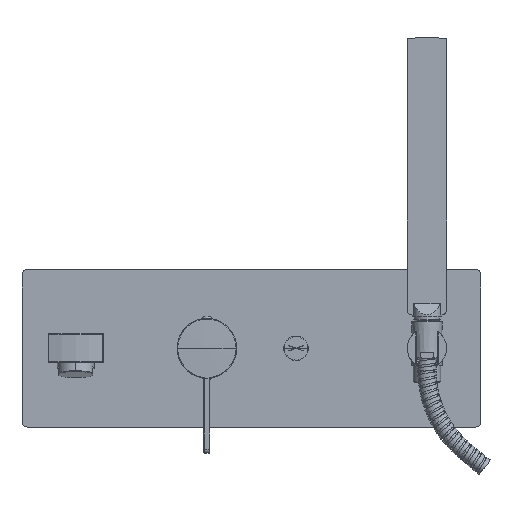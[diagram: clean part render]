
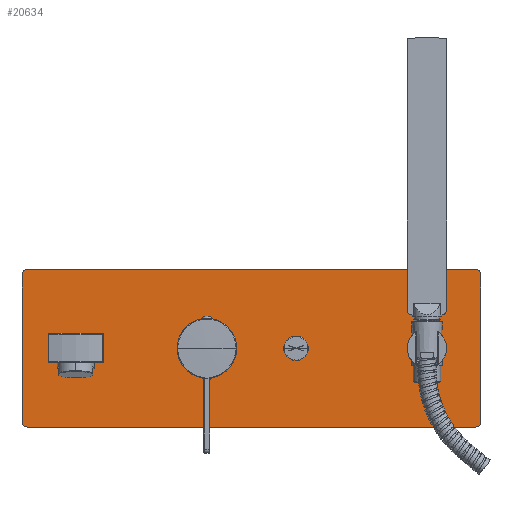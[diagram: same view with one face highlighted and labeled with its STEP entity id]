
A CAD part, top view. The second image highlights one B-rep face of the part: STEP entity #20634.
In plain terms, the highlighted planar face has unit normal (0, 0, 1).
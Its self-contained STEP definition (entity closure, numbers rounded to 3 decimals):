
#5258=CARTESIAN_POINT('',(-137.,-56.,50.));
#5259=DIRECTION('',(0.,0.,1.));
#5260=DIRECTION('',(-1.,0.,0.));
#5261=AXIS2_PLACEMENT_3D('',#5258,#5259,#5260);
#5263=DIRECTION('',(0.,-1.,0.));
#5264=VECTOR('',#5263,112.);
#5265=CARTESIAN_POINT('',(-141.,56.,50.));
#5266=LINE('',#5265,#5264);
#5267=CARTESIAN_POINT('',(-137.,56.,50.));
#5268=DIRECTION('',(0.,0.,1.));
#5269=DIRECTION('',(0.,1.,0.));
#5270=AXIS2_PLACEMENT_3D('',#5267,#5268,#5269);
#5272=DIRECTION('',(-1.,0.,0.));
#5273=VECTOR('',#5272,342.);
#5274=CARTESIAN_POINT('',(205.,60.,50.));
#5275=LINE('',#5274,#5273);
#5276=CARTESIAN_POINT('',(205.,56.,50.));
#5277=DIRECTION('',(0.,0.,1.));
#5278=DIRECTION('',(1.,0.,0.));
#5279=AXIS2_PLACEMENT_3D('',#5276,#5277,#5278);
#5281=DIRECTION('',(0.,1.,0.));
#5282=VECTOR('',#5281,112.);
#5283=CARTESIAN_POINT('',(209.,-56.,50.));
#5284=LINE('',#5283,#5282);
#5285=CARTESIAN_POINT('',(205.,-56.,50.));
#5286=DIRECTION('',(0.,0.,1.));
#5287=DIRECTION('',(0.,-1.,0.));
#5288=AXIS2_PLACEMENT_3D('',#5285,#5286,#5287);
#5290=DIRECTION('',(1.,0.,0.));
#5291=VECTOR('',#5290,342.);
#5292=CARTESIAN_POINT('',(-137.,-60.,50.));
#5293=LINE('',#5292,#5291);
#5294=DIRECTION('',(1.,0.,0.));
#5295=VECTOR('',#5294,41.533);
#5296=CARTESIAN_POINT('',(-120.767,-11.,50.));
#5297=LINE('',#5296,#5295);
#5298=CARTESIAN_POINT('',(-100.,0.,50.));
#5299=DIRECTION('',(0.,0.,-1.));
#5300=DIRECTION('',(0.894,-0.449,0.));
#5301=AXIS2_PLACEMENT_3D('',#5298,#5299,#5300);
#5303=DIRECTION('',(0.,1.,0.));
#5304=VECTOR('',#5303,21.095);
#5305=CARTESIAN_POINT('',(-79.,-10.548,50.));
#5306=LINE('',#5305,#5304);
#5307=CARTESIAN_POINT('',(-100.,0.,50.));
#5308=DIRECTION('',(0.,0.,-1.));
#5309=DIRECTION('',(0.884,0.468,0.));
#5310=AXIS2_PLACEMENT_3D('',#5307,#5308,#5309);
#5312=DIRECTION('',(1.,0.,0.));
#5313=VECTOR('',#5312,41.533);
#5314=CARTESIAN_POINT('',(-120.767,11.,50.));
#5315=LINE('',#5314,#5313);
#5316=CARTESIAN_POINT('',(-100.,0.,50.));
#5317=DIRECTION('',(0.,0.,-1.));
#5318=DIRECTION('',(-0.894,0.449,0.));
#5319=AXIS2_PLACEMENT_3D('',#5316,#5317,#5318);
#5321=DIRECTION('',(0.,1.,0.));
#5322=VECTOR('',#5321,21.095);
#5323=CARTESIAN_POINT('',(-121.,-10.548,50.));
#5324=LINE('',#5323,#5322);
#5325=CARTESIAN_POINT('',(-100.,0.,50.));
#5326=DIRECTION('',(0.,0.,-1.));
#5327=DIRECTION('',(-0.884,-0.468,0.));
#5328=AXIS2_PLACEMENT_3D('',#5325,#5326,#5327);
#5330=CARTESIAN_POINT('',(167.8,0.,50.));
#5331=DIRECTION('',(0.,0.,-1.));
#5332=DIRECTION('',(1.,0.,0.));
#5333=AXIS2_PLACEMENT_3D('',#5330,#5331,#5332);
#5335=CARTESIAN_POINT('',(167.8,0.,50.));
#5336=DIRECTION('',(0.,0.,-1.));
#5337=DIRECTION('',(-1.,0.,0.));
#5338=AXIS2_PLACEMENT_3D('',#5335,#5336,#5337);
#5408=CARTESIAN_POINT('',(68.,0.,50.));
#5409=DIRECTION('',(0.,0.,-1.));
#5410=DIRECTION('',(-1.,0.,0.));
#5411=AXIS2_PLACEMENT_3D('',#5408,#5409,#5410);
#5413=CARTESIAN_POINT('',(68.,0.,50.));
#5414=DIRECTION('',(0.,0.,-1.));
#5415=DIRECTION('',(1.,0.,0.));
#5416=AXIS2_PLACEMENT_3D('',#5413,#5414,#5415);
#5540=CARTESIAN_POINT('',(0.,0.,50.));
#5541=DIRECTION('',(0.,0.,-1.));
#5542=DIRECTION('',(-1.,0.,0.));
#5543=AXIS2_PLACEMENT_3D('',#5540,#5541,#5542);
#5550=CARTESIAN_POINT('',(0.,0.,50.));
#5551=DIRECTION('',(0.,0.,-1.));
#5552=DIRECTION('',(1.,0.,0.));
#5553=AXIS2_PLACEMENT_3D('',#5550,#5551,#5552);
#16215=CARTESIAN_POINT('',(-141.,-56.,50.));
#16216=VERTEX_POINT('',#16215);
#16217=CARTESIAN_POINT('',(-137.,-60.,50.));
#16218=VERTEX_POINT('',#16217);
#16223=CARTESIAN_POINT('',(-137.,60.,50.));
#16224=VERTEX_POINT('',#16223);
#16225=CARTESIAN_POINT('',(-141.,56.,50.));
#16226=VERTEX_POINT('',#16225);
#16231=CARTESIAN_POINT('',(209.,56.,50.));
#16232=VERTEX_POINT('',#16231);
#16233=CARTESIAN_POINT('',(205.,60.,50.));
#16234=VERTEX_POINT('',#16233);
#16239=CARTESIAN_POINT('',(205.,-60.,50.));
#16240=VERTEX_POINT('',#16239);
#16241=CARTESIAN_POINT('',(209.,-56.,50.));
#16242=VERTEX_POINT('',#16241);
#16265=CARTESIAN_POINT('',(-120.767,-11.,50.));
#16266=CARTESIAN_POINT('',(-79.233,-11.,50.));
#16267=VERTEX_POINT('',#16265);
#16268=VERTEX_POINT('',#16266);
#16269=CARTESIAN_POINT('',(-120.767,11.,50.));
#16270=CARTESIAN_POINT('',(-79.233,11.,50.));
#16271=VERTEX_POINT('',#16269);
#16272=VERTEX_POINT('',#16270);
#16273=CARTESIAN_POINT('',(-121.,-10.548,50.));
#16274=CARTESIAN_POINT('',(-121.,10.548,50.));
#16275=VERTEX_POINT('',#16273);
#16276=VERTEX_POINT('',#16274);
#16277=CARTESIAN_POINT('',(-79.,-10.548,50.));
#16278=CARTESIAN_POINT('',(-79.,10.548,50.));
#16279=VERTEX_POINT('',#16277);
#16280=VERTEX_POINT('',#16278);
#16327=CARTESIAN_POINT('',(182.8,0.,50.));
#16328=CARTESIAN_POINT('',(152.8,0.,50.));
#16329=VERTEX_POINT('',#16327);
#16330=VERTEX_POINT('',#16328);
#16579=CARTESIAN_POINT('',(-22.4,0.,50.));
#16580=CARTESIAN_POINT('',(22.4,0.,50.));
#16581=VERTEX_POINT('',#16579);
#16582=VERTEX_POINT('',#16580);
#16583=CARTESIAN_POINT('',(58.65,0.,50.));
#16584=CARTESIAN_POINT('',(77.35,0.,50.));
#16585=VERTEX_POINT('',#16583);
#16586=VERTEX_POINT('',#16584);
#20577=CARTESIAN_POINT('',(34.,0.,50.));
#20578=DIRECTION('',(0.,0.,1.));
#20579=DIRECTION('',(0.,1.,0.));
#20580=AXIS2_PLACEMENT_3D('',#20577,#20578,#20579);
#20581=PLANE('',#20580);
#20583=ORIENTED_EDGE('',*,*,#20582,.F.);
#20585=ORIENTED_EDGE('',*,*,#20584,.F.);
#20587=ORIENTED_EDGE('',*,*,#20586,.F.);
#20589=ORIENTED_EDGE('',*,*,#20588,.F.);
#20591=ORIENTED_EDGE('',*,*,#20590,.F.);
#20593=ORIENTED_EDGE('',*,*,#20592,.F.);
#20595=ORIENTED_EDGE('',*,*,#20594,.F.);
#20597=ORIENTED_EDGE('',*,*,#20596,.F.);
#20598=EDGE_LOOP('',(#20583,#20585,#20587,#20589,#20591,#20593,#20595,#20597));
#20599=FACE_OUTER_BOUND('',#20598,.F.);
#20601=ORIENTED_EDGE('',*,*,#20600,.F.);
#20603=ORIENTED_EDGE('',*,*,#20602,.F.);
#20604=EDGE_LOOP('',(#20601,#20603));
#20605=FACE_BOUND('',#20604,.F.);
#20607=ORIENTED_EDGE('',*,*,#20606,.F.);
#20609=ORIENTED_EDGE('',*,*,#20608,.F.);
#20610=EDGE_LOOP('',(#20607,#20609));
#20611=FACE_BOUND('',#20610,.F.);
#20613=ORIENTED_EDGE('',*,*,#20612,.T.);
#20615=ORIENTED_EDGE('',*,*,#20614,.F.);
#20617=ORIENTED_EDGE('',*,*,#20616,.T.);
#20619=ORIENTED_EDGE('',*,*,#20618,.F.);
#20621=ORIENTED_EDGE('',*,*,#20620,.F.);
#20623=ORIENTED_EDGE('',*,*,#20622,.F.);
#20625=ORIENTED_EDGE('',*,*,#20624,.F.);
#20627=ORIENTED_EDGE('',*,*,#20626,.F.);
#20628=EDGE_LOOP('',(#20613,#20615,#20617,#20619,#20621,#20623,#20625,#20627));
#20629=FACE_BOUND('',#20628,.F.);
#20630=ORIENTED_EDGE('',*,*,#20470,.F.);
#20631=ORIENTED_EDGE('',*,*,#20360,.F.);
#20632=EDGE_LOOP('',(#20630,#20631));
#20633=FACE_BOUND('',#20632,.F.);
#20634=ADVANCED_FACE('',(#20599,#20605,#20611,#20629,#20633),#20581,.T.);
#5262=CIRCLE('',#5261,4.);
#5271=CIRCLE('',#5270,4.);
#5280=CIRCLE('',#5279,4.);
#5289=CIRCLE('',#5288,4.);
#5302=CIRCLE('',#5301,23.5);
#5311=CIRCLE('',#5310,23.5);
#5320=CIRCLE('',#5319,23.5);
#5329=CIRCLE('',#5328,23.5);
#5334=CIRCLE('',#5333,15.);
#5339=CIRCLE('',#5338,15.);
#5412=CIRCLE('',#5411,9.35);
#5417=CIRCLE('',#5416,9.35);
#5544=CIRCLE('',#5543,22.4);
#5554=CIRCLE('',#5553,22.4);
#20360=EDGE_CURVE('',#16330,#16329,#5339,.T.);
#20470=EDGE_CURVE('',#16329,#16330,#5334,.T.);
#20582=EDGE_CURVE('',#16216,#16218,#5262,.T.);
#20584=EDGE_CURVE('',#16226,#16216,#5266,.T.);
#20586=EDGE_CURVE('',#16224,#16226,#5271,.T.);
#20588=EDGE_CURVE('',#16234,#16224,#5275,.T.);
#20590=EDGE_CURVE('',#16232,#16234,#5280,.T.);
#20592=EDGE_CURVE('',#16242,#16232,#5284,.T.);
#20594=EDGE_CURVE('',#16240,#16242,#5289,.T.);
#20596=EDGE_CURVE('',#16218,#16240,#5293,.T.);
#20600=EDGE_CURVE('',#16585,#16586,#5412,.T.);
#20602=EDGE_CURVE('',#16586,#16585,#5417,.T.);
#20606=EDGE_CURVE('',#16581,#16582,#5544,.T.);
#20608=EDGE_CURVE('',#16582,#16581,#5554,.T.);
#20612=EDGE_CURVE('',#16267,#16268,#5297,.T.);
#20614=EDGE_CURVE('',#16279,#16268,#5302,.T.);
#20616=EDGE_CURVE('',#16279,#16280,#5306,.T.);
#20618=EDGE_CURVE('',#16272,#16280,#5311,.T.);
#20620=EDGE_CURVE('',#16271,#16272,#5315,.T.);
#20622=EDGE_CURVE('',#16276,#16271,#5320,.T.);
#20624=EDGE_CURVE('',#16275,#16276,#5324,.T.);
#20626=EDGE_CURVE('',#16267,#16275,#5329,.T.);
